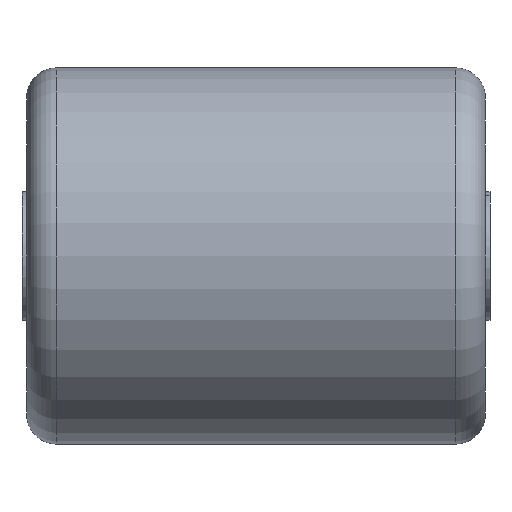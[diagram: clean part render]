
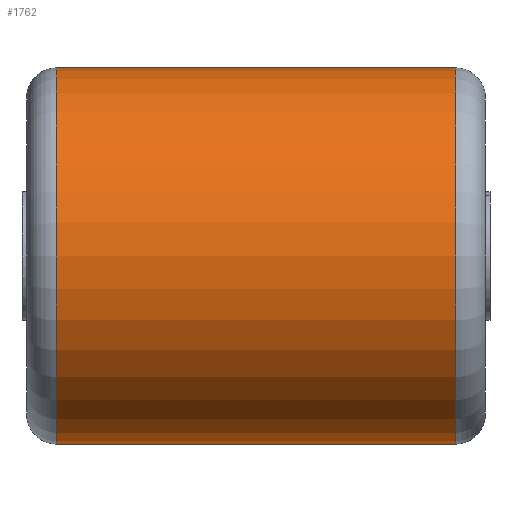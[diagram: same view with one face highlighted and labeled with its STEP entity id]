
A CAD part, front view. The second image highlights one B-rep face of the part: STEP entity #1762.
In plain terms, the highlighted cylindrical face has radius 41 mm (diameter 82 mm), a partial arc.
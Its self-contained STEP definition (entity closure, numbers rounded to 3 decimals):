
#37 = AXIS2_PLACEMENT_3D ( 'NONE', #741, #1936, #1181 ) ;
#100 = CARTESIAN_POINT ( 'NONE',  ( -43.5, 0., 0. ) ) ;
#132 = EDGE_CURVE ( 'NONE', #261, #3983, #4397, .T. ) ;
#261 = VERTEX_POINT ( 'NONE', #2396 ) ;
#672 = AXIS2_PLACEMENT_3D ( 'NONE', #3597, #2119, #1793 ) ;
#741 = CARTESIAN_POINT ( 'NONE',  ( -57.637, 0., 0. ) ) ;
#804 = DIRECTION ( 'NONE',  ( 1., 0., 0. ) ) ;
#883 = VECTOR ( 'NONE', #1496, 1000. ) ;
#950 = EDGE_LOOP ( 'NONE', ( #4488, #1404, #4021, #3306 ) ) ;
#1040 = CARTESIAN_POINT ( 'NONE',  ( 43.5, 0., -41. ) ) ;
#1181 = DIRECTION ( 'NONE',  ( 0., 0., 1. ) ) ;
#1281 = CIRCLE ( 'NONE', #3904, 41. ) ;
#1404 = ORIENTED_EDGE ( 'NONE', *, *, #4178, .T. ) ;
#1416 = FACE_OUTER_BOUND ( 'NONE', #950, .T. ) ;
#1496 = DIRECTION ( 'NONE',  ( -1., 0., 0. ) ) ;
#1656 = VECTOR ( 'NONE', #2245, 1000. ) ;
#1762 = ADVANCED_FACE ( 'NONE', ( #1416 ), #2857, .T. ) ;
#1793 = DIRECTION ( 'NONE',  ( 0., 0., 1. ) ) ;
#1854 = CARTESIAN_POINT ( 'NONE',  ( -43.5, 0., -41. ) ) ;
#1936 = DIRECTION ( 'NONE',  ( -1., 0., 0. ) ) ;
#1985 = EDGE_CURVE ( 'NONE', #3983, #4326, #1281, .T. ) ;
#2119 = DIRECTION ( 'NONE',  ( -1., 0., 0. ) ) ;
#2245 = DIRECTION ( 'NONE',  ( -1., 0., 0. ) ) ;
#2396 = CARTESIAN_POINT ( 'NONE',  ( 43.5, 0., 41. ) ) ;
#2634 = LINE ( 'NONE', #3341, #1656 ) ;
#2786 = CARTESIAN_POINT ( 'NONE',  ( -43.5, 0., 41. ) ) ;
#2857 = CYLINDRICAL_SURFACE ( 'NONE', #37, 41. ) ;
#2963 = CARTESIAN_POINT ( 'NONE',  ( -57.637, 0., 41. ) ) ;
#3111 = CIRCLE ( 'NONE', #672, 41. ) ;
#3306 = ORIENTED_EDGE ( 'NONE', *, *, #1985, .T. ) ;
#3341 = CARTESIAN_POINT ( 'NONE',  ( -57.637, 0., -41. ) ) ;
#3371 = DIRECTION ( 'NONE',  ( 0., 0., -1. ) ) ;
#3597 = CARTESIAN_POINT ( 'NONE',  ( 43.5, 0., 0. ) ) ;
#3904 = AXIS2_PLACEMENT_3D ( 'NONE', #100, #804, #3371 ) ;
#3983 = VERTEX_POINT ( 'NONE', #2786 ) ;
#4021 = ORIENTED_EDGE ( 'NONE', *, *, #132, .T. ) ;
#4178 = EDGE_CURVE ( 'NONE', #4239, #261, #3111, .T. ) ;
#4239 = VERTEX_POINT ( 'NONE', #1040 ) ;
#4326 = VERTEX_POINT ( 'NONE', #1854 ) ;
#4397 = LINE ( 'NONE', #2963, #883 ) ;
#4488 = ORIENTED_EDGE ( 'NONE', *, *, #4498, .F. ) ;
#4498 = EDGE_CURVE ( 'NONE', #4239, #4326, #2634, .T. ) ;
